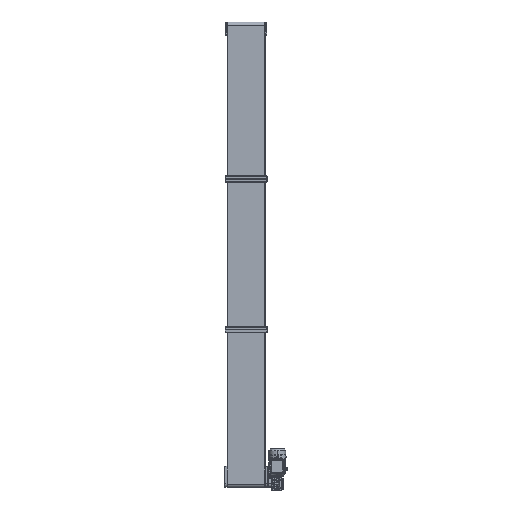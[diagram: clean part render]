
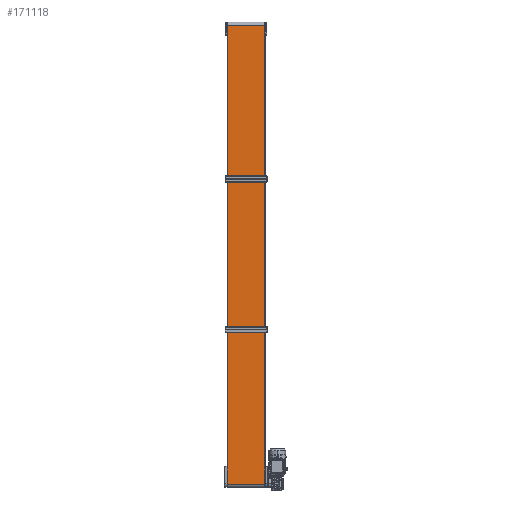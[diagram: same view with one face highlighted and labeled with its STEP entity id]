
A CAD part, front view. The second image highlights one B-rep face of the part: STEP entity #171118.
In plain terms, the highlighted planar face has unit normal (0, -1, 0).
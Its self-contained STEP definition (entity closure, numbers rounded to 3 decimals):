
#2920 = ORIENTED_EDGE ( 'NONE', *, *, #189513, .F. ) ;
#8051 = ORIENTED_EDGE ( 'NONE', *, *, #194959, .F. ) ;
#8065 = DIRECTION ( 'NONE',  ( 0., 0., 1. ) ) ;
#8144 = VERTEX_POINT ( 'NONE', #59934 ) ;
#10405 = AXIS2_PLACEMENT_3D ( 'NONE', #112535, #143362, #8065 ) ;
#17309 = EDGE_CURVE ( 'NONE', #158349, #18340, #165578, .T. ) ;
#18340 = VERTEX_POINT ( 'NONE', #78778 ) ;
#23236 = ORIENTED_EDGE ( 'NONE', *, *, #17309, .T. ) ;
#25638 = VECTOR ( 'NONE', #130263, 1000. ) ;
#25873 = CARTESIAN_POINT ( 'NONE',  ( 2.5, -22.282, -114.891 ) ) ;
#35943 = FACE_OUTER_BOUND ( 'NONE', #46260, .T. ) ;
#41321 = DIRECTION ( 'NONE',  ( -1., 0., 0. ) ) ;
#41685 = DIRECTION ( 'NONE',  ( 0., 0., -1. ) ) ;
#46260 = EDGE_LOOP ( 'NONE', ( #127524, #8051, #2920, #23236 ) ) ;
#48219 = CARTESIAN_POINT ( 'NONE',  ( 247.5, -22.282, 2886.891 ) ) ;
#56267 = CARTESIAN_POINT ( 'NONE',  ( 247.5, -22.282, 2886.891 ) ) ;
#57623 = LINE ( 'NONE', #134165, #186144 ) ;
#59442 = CARTESIAN_POINT ( 'NONE',  ( 247.5, -22.282, -114.891 ) ) ;
#59934 = CARTESIAN_POINT ( 'NONE',  ( 2.5, -22.282, -114.891 ) ) ;
#66339 = CARTESIAN_POINT ( 'NONE',  ( 247.5, -22.282, -114.891 ) ) ;
#78778 = CARTESIAN_POINT ( 'NONE',  ( 2.5, -22.282, 2886.891 ) ) ;
#81061 = DIRECTION ( 'NONE',  ( -1., 0., 0. ) ) ;
#94080 = LINE ( 'NONE', #66339, #150927 ) ;
#101423 = LINE ( 'NONE', #25873, #25638 ) ;
#112535 = CARTESIAN_POINT ( 'NONE',  ( 247.5, -22.282, -114.891 ) ) ;
#127524 = ORIENTED_EDGE ( 'NONE', *, *, #169428, .T. ) ;
#130263 = DIRECTION ( 'NONE',  ( 0., 0., -1. ) ) ;
#134165 = CARTESIAN_POINT ( 'NONE',  ( 247.5, -22.282, -114.891 ) ) ;
#139367 = VECTOR ( 'NONE', #41321, 1000. ) ;
#143362 = DIRECTION ( 'NONE',  ( 0., 1., 0. ) ) ;
#150927 = VECTOR ( 'NONE', #81061, 1000. ) ;
#158349 = VERTEX_POINT ( 'NONE', #48219 ) ;
#160208 = PLANE ( 'NONE',  #10405 ) ;
#165578 = LINE ( 'NONE', #56267, #139367 ) ;
#169428 = EDGE_CURVE ( 'NONE', #18340, #8144, #101423, .T. ) ;
#171118 = ADVANCED_FACE ( 'NONE', ( #35943 ), #160208, .F. ) ;
#186144 = VECTOR ( 'NONE', #41685, 1000. ) ;
#189513 = EDGE_CURVE ( 'NONE', #158349, #194841, #57623, .T. ) ;
#194841 = VERTEX_POINT ( 'NONE', #59442 ) ;
#194959 = EDGE_CURVE ( 'NONE', #194841, #8144, #94080, .T. ) ;
